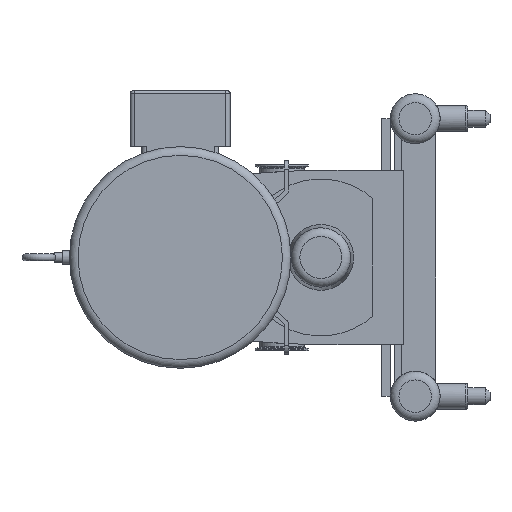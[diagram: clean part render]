
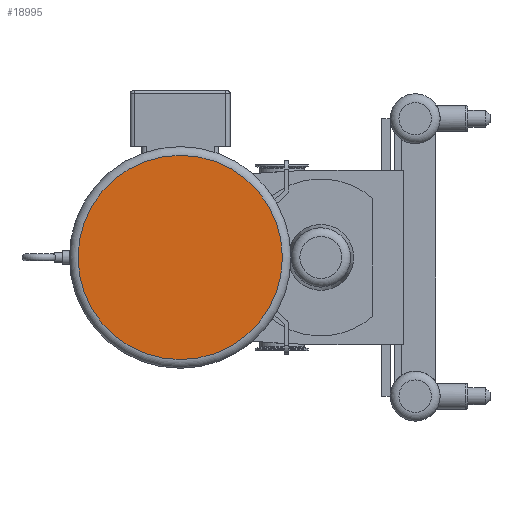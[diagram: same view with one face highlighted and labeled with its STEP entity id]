
A CAD part, left-side view. The second image highlights one B-rep face of the part: STEP entity #18995.
In plain terms, the highlighted planar face has unit normal (-1, 0, 0).
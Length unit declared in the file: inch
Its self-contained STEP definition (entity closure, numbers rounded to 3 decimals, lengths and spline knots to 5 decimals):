
#1303=PLANE('',#20975);
#2731=FACE_OUTER_BOUND('',#3888,.T.);
#3888=EDGE_LOOP('',(#17520,#17521));
#7669=CIRCLE('',#20976,5.89);
#7670=CIRCLE('',#20977,5.89);
#9453=VERTEX_POINT('',#36805);
#9454=VERTEX_POINT('',#36806);
#12186=EDGE_CURVE('',#9453,#9454,#7669,.T.);
#12187=EDGE_CURVE('',#9454,#9453,#7670,.T.);
#17520=ORIENTED_EDGE('',*,*,#12186,.F.);
#17521=ORIENTED_EDGE('',*,*,#12187,.F.);
#18995=ADVANCED_FACE('',(#2731),#1303,.T.);
#20975=AXIS2_PLACEMENT_3D('',#36804,#26266,#26267);
#20976=AXIS2_PLACEMENT_3D('',#36807,#26268,#26269);
#20977=AXIS2_PLACEMENT_3D('',#36808,#26270,#26271);
#26266=DIRECTION('center_axis',(-1.,0.,0.));
#26267=DIRECTION('ref_axis',(0.,1.,0.));
#26268=DIRECTION('center_axis',(1.,0.,0.));
#26269=DIRECTION('ref_axis',(0.,0.,
1.));
#26270=DIRECTION('center_axis',(1.,0.,0.));
#26271=DIRECTION('ref_axis',(0.,0.,
1.));
#36804=CARTESIAN_POINT('Origin',(-52.912,5.86,-6.39));
#36805=CARTESIAN_POINT('',(-52.912,5.86,-5.89));
#36806=CARTESIAN_POINT('',(-52.912,11.75,0.));
#36807=CARTESIAN_POINT('Origin',(-52.912,5.86,0.));
#36808=CARTESIAN_POINT('Origin',(-52.912,5.86,0.));
